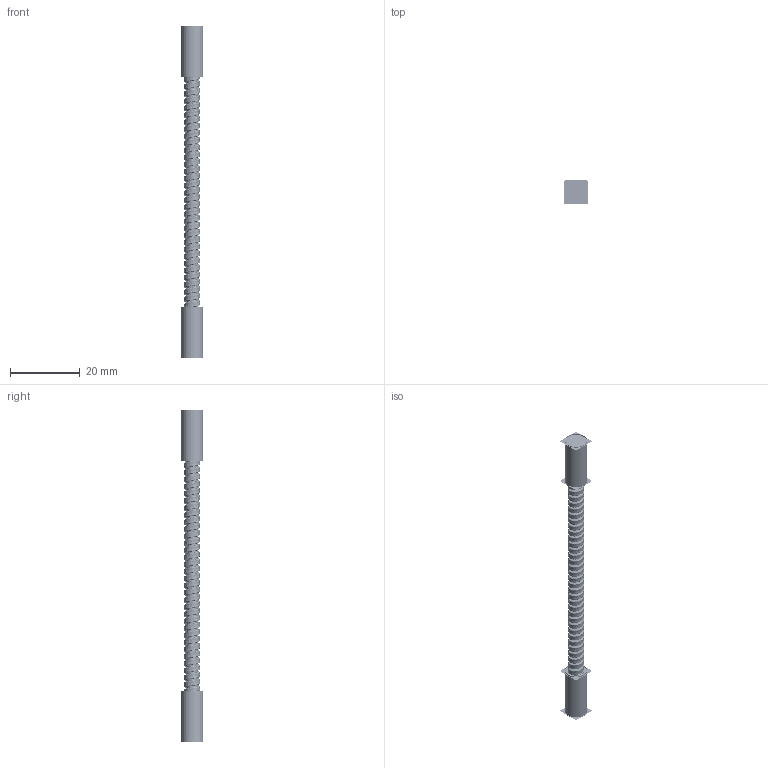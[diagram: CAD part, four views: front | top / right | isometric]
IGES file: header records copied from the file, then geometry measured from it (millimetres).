
Start section:  PTC IGES file: 193349.igs
Global section: file name: 193349.igs; native system: Creo Parametric by Parametric Technology Corporation; preprocessor: 2013230; author: pdmadmin; organization: Unknown; date: 20160302.083254; units: millimetre
Bounding box: 6.61 x 6.61 x 95.35 mm (x, y, z)
Volume: 934 mm3; surface area: 19573.6 mm2
Topology: 3 solids, 3 shells, 376 faces, 1666 edges, 1973 vertices
Faces by surface type: bspline 312, revolution 64
